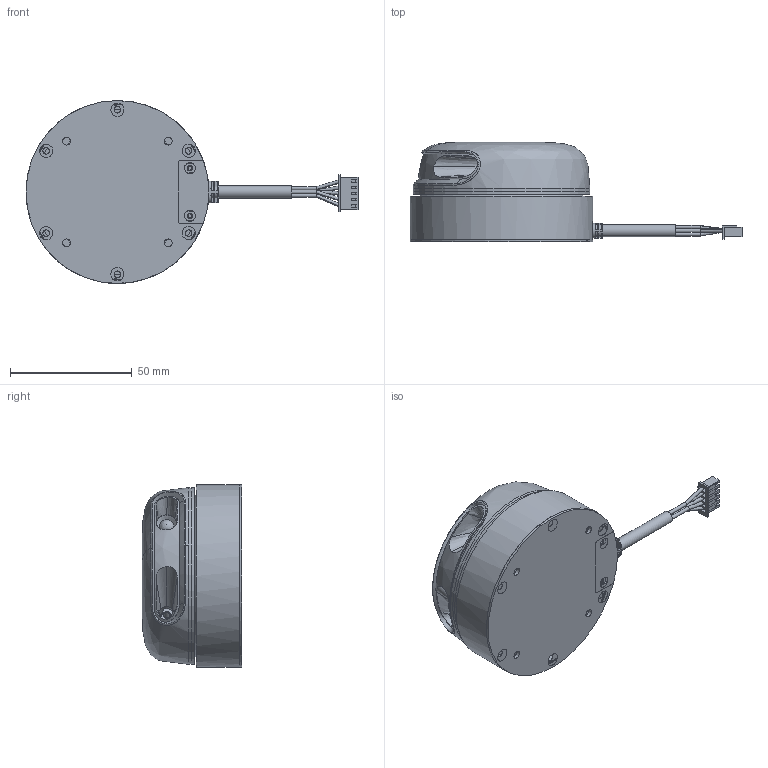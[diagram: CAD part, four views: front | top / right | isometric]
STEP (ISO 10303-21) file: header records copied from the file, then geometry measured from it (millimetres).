
FILE_DESCRIPTION(/* description */ ('SolidWorks IGES file using analytic representation for surfaces '),/* implementation_level */ '2;1');
FILE_NAME(/* name */ 'rplidar-a2m4-r1.step',/* time_stamp */ '2025-11-17T15:53:55+01:00',/* author */ (''),/* organization */ (''),/* preprocessor_version */ 'ST-DEVELOPER v20.1',/* originating_system */ 'Autodesk Translation Framework v14.21.0.0',/* authorisation */ '');
FILE_SCHEMA (('AUTOMOTIVE_DESIGN { 1 0 10303 214 3 1 1 }'));
Length unit declared in the file: millimetre
Products named in the file (19): rplidar-a2m4-r1; rplidar-a2m4-r1_1; RPLIDAR A2; µ×¸Ç; Íâ½ÓÏßÕûÌå; 4pinÏßÀÂ; ½ÓÏß¶Ë¸Ç; 6p ²åÍ·; Áã¼þ4^Íâ½ÓÏßÕ
ûÌå; 5pin 2.54²åÍ·; Áã¼þ1^Íâ½ÓÏßÕ
ûÌå; ±àÂë³ÝÍâ¿Ç; Ðý×ªÆ½Ì¨; LENS_1.6; KEY_1.6; BAT_COVER_19; ·â¸Ç; ¼¤¹â·¢ÉäÍ·; ¾µÍ·
Assembly tree (18 placements, depth 5):
  rplidar-a2m4-r1
    rplidar-a2m4-r1_1
      RPLIDAR A2
        µ×¸Ç
        Íâ½ÓÏßÕûÌå
          4pinÏßÀÂ
          ½ÓÏß¶Ë¸Ç
          6p ²åÍ·
          Áã¼þ4^Íâ½ÓÏßÕ
ûÌå
          5pin 2.54²åÍ·
          Áã¼þ1^Íâ½ÓÏßÕ
ûÌå
        ±àÂë³ÝÍâ¿Ç
        Ðý×ªÆ½Ì¨
        LENS_1.6
        KEY_1.6
        BAT_COVER_19
        ·â¸Ç
        ¼¤¹â·¢ÉäÍ·
        ¾µÍ·
Bounding box: 136.17 x 40.8 x 75 mm (x, y, z)
Volume: 43540.8 mm3; surface area: 56280.5 mm2
Topology: 25 solids, 25 shells, 846 faces, 2132 edges, 1390 vertices
Faces by surface type: plane 570, cylinder 179, bspline 62, cone 23, torus 11, sphere 1
Full cylindrical faces by diameter (mm): 1.414 x6, 1.45 x16, 1.6 x2, 2 x6, 2.2 x2, 2.6 x1, 2.7 x6, 3.2 x4, 4 x2, 4.2 x2, 4.5 x2, 5 x3, 5.422 x1, 6 x3, 6.3 x1, 6.5 x2, 8.5 x1, 9 x4, 12.2 x1, 14 x1, 14.5 x1, 33 x1, 39 x1, 57 x1, 64 x1, 65.5 x1, 67.9 x1, 68 x1, 69.5 x2, 72 x1
Entity records: 34563 total; most frequent: CARTESIAN_POINT 12702, ORIENTED_EDGE 4262, DIRECTION 4084, EDGE_CURVE 2131, LINE 1448, VECTOR 1448, VERTEX_POINT 1390, AXIS2_PLACEMENT_3D 1318
